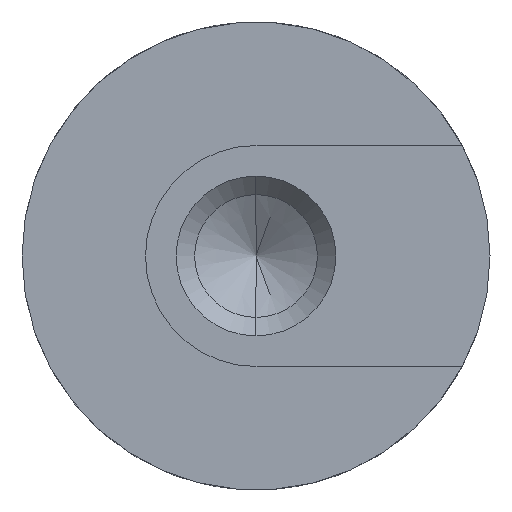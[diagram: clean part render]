
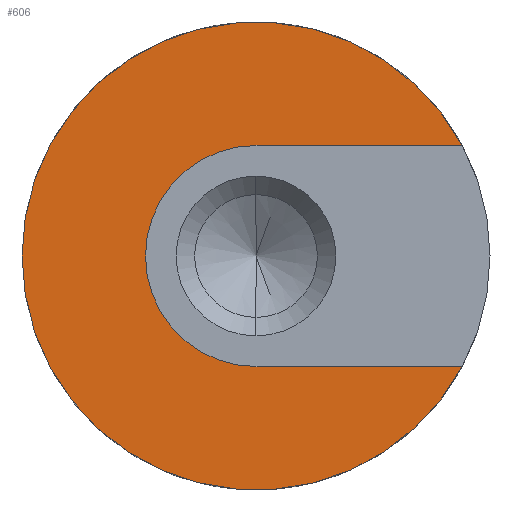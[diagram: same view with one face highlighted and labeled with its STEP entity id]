
A CAD part, left-side view. The second image highlights one B-rep face of the part: STEP entity #606.
In plain terms, the highlighted planar face has unit normal (-1, 0, 0).
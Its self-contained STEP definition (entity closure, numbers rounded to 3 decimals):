
#13 = CARTESIAN_POINT ( 'NONE',  ( 0., 0., 4.499 ) ) ;
#43 = DIRECTION ( 'NONE',  ( -1., 0., 0. ) ) ;
#50 = LINE ( 'NONE', #640, #101 ) ;
#67 = CARTESIAN_POINT ( 'NONE',  ( 0., 0., 0. ) ) ;
#68 = CARTESIAN_POINT ( 'NONE',  ( 0., 0., 4.499 ) ) ;
#91 = ORIENTED_EDGE ( 'NONE', *, *, #137, .F. ) ;
#101 = VECTOR ( 'NONE', #186, 1000. ) ;
#117 = EDGE_CURVE ( 'NONE', #626, #389, #312, .T. ) ;
#119 = ORIENTED_EDGE ( 'NONE', *, *, #767, .F. ) ;
#137 = EDGE_CURVE ( 'NONE', #382, #343, #856, .T. ) ;
#142 = VERTEX_POINT ( 'NONE', #165 ) ;
#165 = CARTESIAN_POINT ( 'NONE',  ( 0., 0., -4.499 ) ) ;
#170 = ORIENTED_EDGE ( 'NONE', *, *, #117, .F. ) ;
#186 = DIRECTION ( 'NONE',  ( 0., -1., 0. ) ) ;
#188 = CARTESIAN_POINT ( 'NONE',  ( 0., 0., 0. ) ) ;
#192 = ORIENTED_EDGE ( 'NONE', *, *, #660, .F. ) ;
#233 = CARTESIAN_POINT ( 'NONE',  ( 0., 0., 0. ) ) ;
#250 = EDGE_CURVE ( 'NONE', #389, #382, #491, .T. ) ;
#283 = ORIENTED_EDGE ( 'NONE', *, *, #250, .F. ) ;
#288 = EDGE_CURVE ( 'NONE', #142, #760, #50, .T. ) ;
#297 = DIRECTION ( 'NONE',  ( 0., 1., 0. ) ) ;
#298 = FACE_OUTER_BOUND ( 'NONE', #800, .T. ) ;
#312 = CIRCLE ( 'NONE', #429, 9.525 ) ;
#336 = CARTESIAN_POINT ( 'NONE',  ( 0., 4.499, 0. ) ) ;
#343 = VERTEX_POINT ( 'NONE', #336 ) ;
#365 = CARTESIAN_POINT ( 'NONE',  ( 0., 0., 0. ) ) ;
#367 = AXIS2_PLACEMENT_3D ( 'NONE', #67, #883, #671 ) ;
#382 = VERTEX_POINT ( 'NONE', #68 ) ;
#389 = VERTEX_POINT ( 'NONE', #749 ) ;
#403 = DIRECTION ( 'NONE',  ( 0., -1., 0. ) ) ;
#429 = AXIS2_PLACEMENT_3D ( 'NONE', #365, #862, #297 ) ;
#442 = CARTESIAN_POINT ( 'NONE',  ( 0., 9.525, 0. ) ) ;
#461 = CIRCLE ( 'NONE', #367, 4.499 ) ;
#465 = DIRECTION ( 'NONE',  ( 1., 0., 0. ) ) ;
#475 = VECTOR ( 'NONE', #485, 1000. ) ;
#482 = ORIENTED_EDGE ( 'NONE', *, *, #288, .F. ) ;
#485 = DIRECTION ( 'NONE',  ( 0., 1., 0. ) ) ;
#491 = LINE ( 'NONE', #13, #475 ) ;
#518 = DIRECTION ( 'NONE',  ( 0., -1., 0. ) ) ;
#519 = PLANE ( 'NONE',  #622 ) ;
#582 = CIRCLE ( 'NONE', #623, 9.525 ) ;
#606 = ADVANCED_FACE ( 'NONE', ( #298 ), #519, .T. ) ;
#619 = DIRECTION ( 'NONE',  ( -1., 0., 0. ) ) ;
#622 = AXIS2_PLACEMENT_3D ( 'NONE', #442, #619, #403 ) ;
#623 = AXIS2_PLACEMENT_3D ( 'NONE', #188, #465, #641 ) ;
#626 = VERTEX_POINT ( 'NONE', #754 ) ;
#640 = CARTESIAN_POINT ( 'NONE',  ( 0., 0., -4.499 ) ) ;
#641 = DIRECTION ( 'NONE',  ( 0., 1., 0. ) ) ;
#660 = EDGE_CURVE ( 'NONE', #343, #142, #461, .T. ) ;
#671 = DIRECTION ( 'NONE',  ( 0., -1., 0. ) ) ;
#749 = CARTESIAN_POINT ( 'NONE',  ( 0., -8.396, 4.499 ) ) ;
#754 = CARTESIAN_POINT ( 'NONE',  ( 0., 9.525, 0. ) ) ;
#760 = VERTEX_POINT ( 'NONE', #824 ) ;
#767 = EDGE_CURVE ( 'NONE', #760, #626, #582, .T. ) ;
#797 = AXIS2_PLACEMENT_3D ( 'NONE', #233, #43, #518 ) ;
#800 = EDGE_LOOP ( 'NONE', ( #283, #170, #119, #482, #192, #91 ) ) ;
#824 = CARTESIAN_POINT ( 'NONE',  ( 0., -8.396, -4.499 ) ) ;
#856 = CIRCLE ( 'NONE', #797, 4.499 ) ;
#862 = DIRECTION ( 'NONE',  ( 1., 0., 0. ) ) ;
#883 = DIRECTION ( 'NONE',  ( -1., 0., 0. ) ) ;
